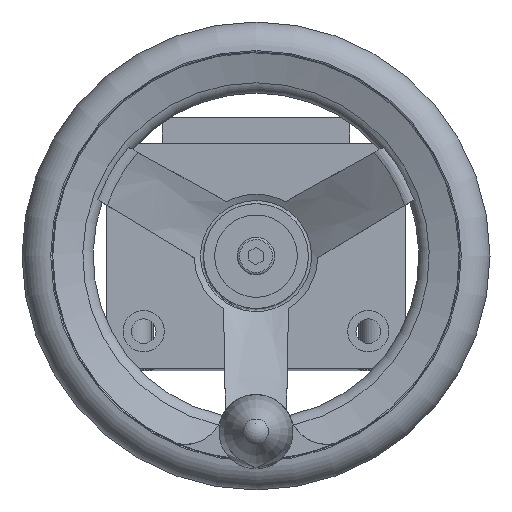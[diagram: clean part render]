
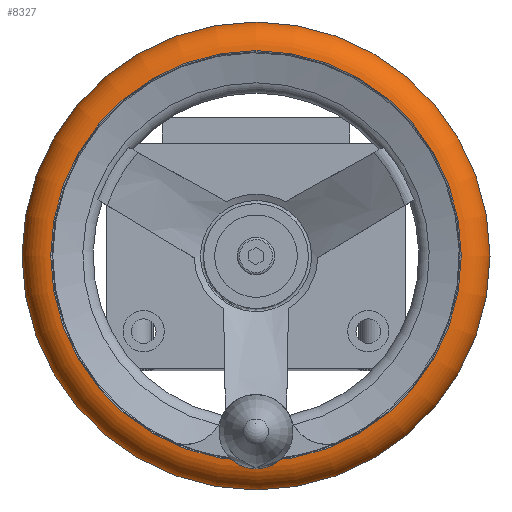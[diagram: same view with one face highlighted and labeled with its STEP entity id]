
A CAD part, top view. The second image highlights one B-rep face of the part: STEP entity #8327.
In plain terms, the highlighted toroidal (fillet/blend) face has major radius 54.5 mm and minor radius 8 mm.
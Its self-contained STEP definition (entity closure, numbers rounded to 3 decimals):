
#996 = CARTESIAN_POINT ( 'NONE',  ( 0., 30., 199. ) ) ;
#1679 = AXIS2_PLACEMENT_3D ( 'NONE', #996, #8313, #10075 ) ;
#1964 = EDGE_LOOP ( 'NONE', ( #6679 ) ) ;
#2412 = VERTEX_POINT ( 'NONE', #12697 ) ;
#2586 = FACE_OUTER_BOUND ( 'NONE', #1964, .T. ) ;
#4198 = CIRCLE ( 'NONE', #7421, 54.833 ) ;
#4820 = CARTESIAN_POINT ( 'NONE',  ( -54.833, 30., 191.007 ) ) ;
#5542 = CARTESIAN_POINT ( 'NONE',  ( 0., 30., 191.007 ) ) ;
#5734 = CARTESIAN_POINT ( 'NONE',  ( 0., 30., 206.993 ) ) ;
#5901 = FACE_OUTER_BOUND ( 'NONE', #7164, .T. ) ;
#6637 = CIRCLE ( 'NONE', #6854, 54.833 ) ;
#6679 = ORIENTED_EDGE ( 'NONE', *, *, #10307, .T. ) ;
#6854 = AXIS2_PLACEMENT_3D ( 'NONE', #5734, #12826, #13026 ) ;
#6943 = EDGE_CURVE ( 'NONE', #2412, #2412, #6637, .T. ) ;
#7025 = VERTEX_POINT ( 'NONE', #4820 ) ;
#7164 = EDGE_LOOP ( 'NONE', ( #8969 ) ) ;
#7421 = AXIS2_PLACEMENT_3D ( 'NONE', #5542, #9729, #12504 ) ;
#8313 = DIRECTION ( 'NONE',  ( 0., 0., 1. ) ) ;
#8327 = ADVANCED_FACE ( 'NONE', ( #2586, #5901 ), #8588, .T. ) ;
#8588 = TOROIDAL_SURFACE ( 'NONE', #1679, 54.5, 8. ) ;
#8969 = ORIENTED_EDGE ( 'NONE', *, *, #6943, .T. ) ;
#9729 = DIRECTION ( 'NONE',  ( 0., 0., 1. ) ) ;
#10075 = DIRECTION ( 'NONE',  ( -1., 0., 0. ) ) ;
#10307 = EDGE_CURVE ( 'NONE', #7025, #7025, #4198, .T. ) ;
#12504 = DIRECTION ( 'NONE',  ( -1., 0., 0. ) ) ;
#12697 = CARTESIAN_POINT ( 'NONE',  ( 54.833, 30., 206.993 ) ) ;
#12826 = DIRECTION ( 'NONE',  ( 0., 0., -1. ) ) ;
#13026 = DIRECTION ( 'NONE',  ( 1., 0., 0. ) ) ;
